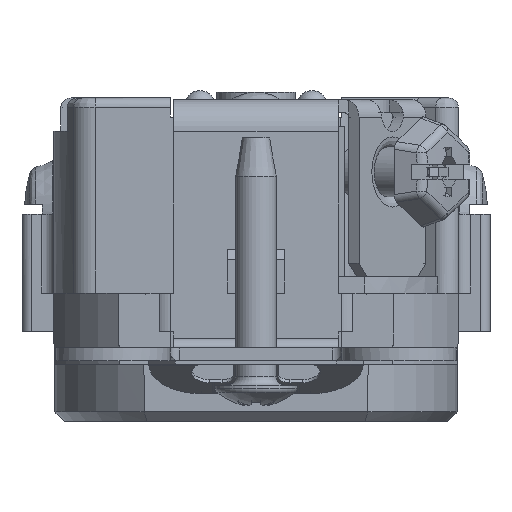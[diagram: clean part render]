
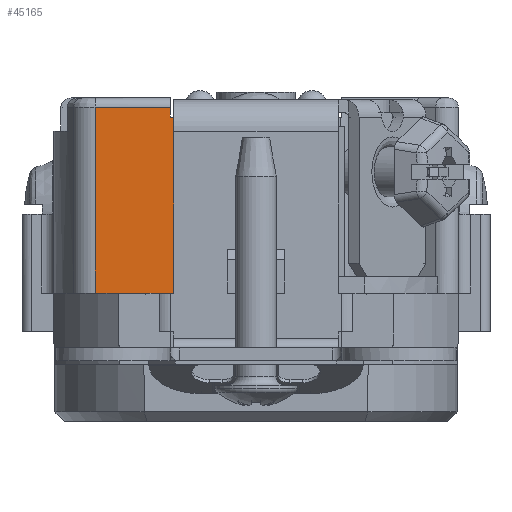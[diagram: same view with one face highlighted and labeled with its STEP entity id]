
A CAD part, front view. The second image highlights one B-rep face of the part: STEP entity #45165.
In plain terms, the highlighted planar face has unit normal (0, -1, 0).
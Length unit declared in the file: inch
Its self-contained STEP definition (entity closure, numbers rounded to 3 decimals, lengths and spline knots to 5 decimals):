
#982 = EDGE_CURVE ( 'NONE', #32400, #63492, #124678, .T. ) ;
#4095 = LINE ( 'NONE', #15956, #141405 ) ;
#5369 = VECTOR ( 'NONE', #6600, 39.37008 ) ;
#6600 = DIRECTION ( 'NONE',  ( 0., 0., -1. ) ) ;
#7684 = VERTEX_POINT ( 'NONE', #32442 ) ;
#11874 = LINE ( 'NONE', #97394, #5369 ) ;
#12111 = EDGE_CURVE ( 'NONE', #32400, #112546, #11874, .T. ) ;
#13486 = EDGE_CURVE ( 'NONE', #50704, #7684, #4095, .T. ) ;
#14856 = EDGE_CURVE ( 'NONE', #50704, #113613, #131518, .T. ) ;
#15821 = VECTOR ( 'NONE', #120340, 39.37008 ) ;
#15956 = CARTESIAN_POINT ( 'NONE',  ( 0.4149, -0.15216, 0. ) ) ;
#16218 = CARTESIAN_POINT ( 'NONE',  ( 0.41479, -0.15216, 0. ) ) ;
#20244 = ORIENTED_EDGE ( 'NONE', *, *, #12111, .F. ) ;
#22049 = CARTESIAN_POINT ( 'NONE',  ( 0.4149, -0.15216, 0.609 ) ) ;
#32154 = CARTESIAN_POINT ( 'NONE',  ( 0.38317, -0.15216, 0.577 ) ) ;
#32400 = VERTEX_POINT ( 'NONE', #118772 ) ;
#32442 = CARTESIAN_POINT ( 'NONE',  ( 0.15194, -0.15216, 0. ) ) ;
#37671 = ORIENTED_EDGE ( 'NONE', *, *, #126710, .F. ) ;
#44117 = DIRECTION ( 'NONE',  ( 1., 0., 0. ) ) ;
#45165 = ADVANCED_FACE ( 'NONE', ( #95809 ), #72694, .T. ) ;
#46595 = EDGE_LOOP ( 'NONE', ( #97136, #104886, #37671, #20244, #124511, #130358 ) ) ;
#50704 = VERTEX_POINT ( 'NONE', #16218 ) ;
#52636 = DIRECTION ( 'NONE',  ( 0., -1., 0. ) ) ;
#54036 = AXIS2_PLACEMENT_3D ( 'NONE', #81620, #52636, #142035 ) ;
#62304 = CARTESIAN_POINT ( 'NONE',  ( 0.41479, -0.15216, 0.60912 ) ) ;
#63492 = VERTEX_POINT ( 'NONE', #125948 ) ;
#63532 = DIRECTION ( 'NONE',  ( -1., 0., 0. ) ) ;
#72694 = PLANE ( 'NONE',  #54036 ) ;
#81620 = CARTESIAN_POINT ( 'NONE',  ( 0.4149, -0.15216, 0.60912 ) ) ;
#83822 = EDGE_CURVE ( 'NONE', #7684, #63492, #132027, .T. ) ;
#85134 = VECTOR ( 'NONE', #44117, 39.37008 ) ;
#91222 = CARTESIAN_POINT ( 'NONE',  ( 0.41479, -0.15216, 0.577 ) ) ;
#95809 = FACE_OUTER_BOUND ( 'NONE', #46595, .T. ) ;
#97136 = ORIENTED_EDGE ( 'NONE', *, *, #13486, .F. ) ;
#97394 = CARTESIAN_POINT ( 'NONE',  ( 0.39879, -0.15216, 0.64012 ) ) ;
#100594 = LINE ( 'NONE', #32154, #85134 ) ;
#104886 = ORIENTED_EDGE ( 'NONE', *, *, #14856, .T. ) ;
#112546 = VERTEX_POINT ( 'NONE', #135376 ) ;
#113613 = VERTEX_POINT ( 'NONE', #91222 ) ;
#118772 = CARTESIAN_POINT ( 'NONE',  ( 0.39879, -0.15216, 0.609 ) ) ;
#120132 = CARTESIAN_POINT ( 'NONE',  ( 0.15194, -0.15216, -0.00012 ) ) ;
#120340 = DIRECTION ( 'NONE',  ( 0., 0., 1. ) ) ;
#124511 = ORIENTED_EDGE ( 'NONE', *, *, #982, .T. ) ;
#124678 = LINE ( 'NONE', #22049, #142599 ) ;
#125948 = CARTESIAN_POINT ( 'NONE',  ( 0.15194, -0.15216, 0.609 ) ) ;
#126710 = EDGE_CURVE ( 'NONE', #112546, #113613, #100594, .T. ) ;
#130358 = ORIENTED_EDGE ( 'NONE', *, *, #83822, .F. ) ;
#131518 = LINE ( 'NONE', #62304, #15821 ) ;
#132027 = LINE ( 'NONE', #120132, #143832 ) ;
#133701 = DIRECTION ( 'NONE',  ( -1., 0., 0. ) ) ;
#134253 = DIRECTION ( 'NONE',  ( 0., 0., 1. ) ) ;
#135376 = CARTESIAN_POINT ( 'NONE',  ( 0.39879, -0.15216, 0.577 ) ) ;
#141405 = VECTOR ( 'NONE', #63532, 39.37008 ) ;
#142035 = DIRECTION ( 'NONE',  ( 0., 0., -1. ) ) ;
#142599 = VECTOR ( 'NONE', #133701, 39.37008 ) ;
#143832 = VECTOR ( 'NONE', #134253, 39.37008 ) ;
